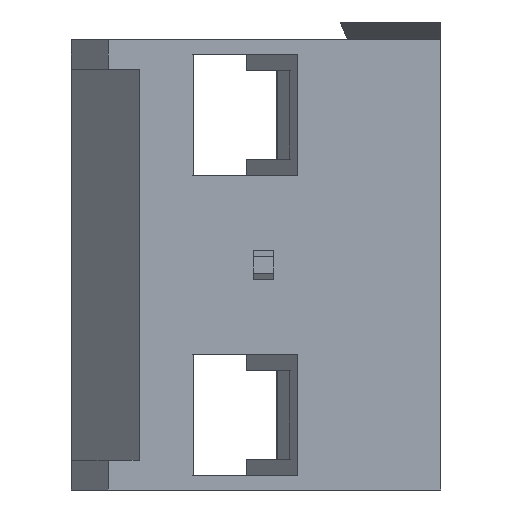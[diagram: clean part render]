
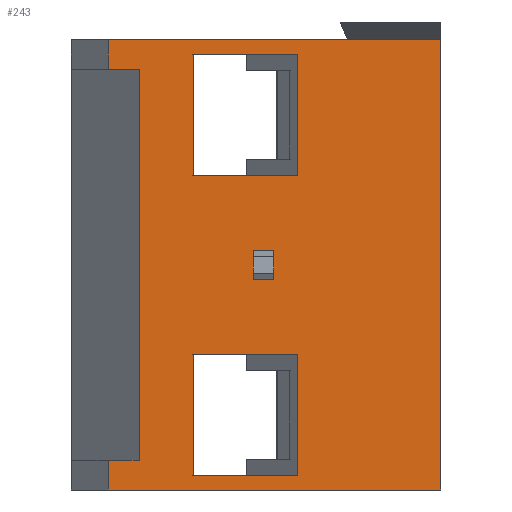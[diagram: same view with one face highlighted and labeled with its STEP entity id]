
A CAD part, front view. The second image highlights one B-rep face of the part: STEP entity #243.
In plain terms, the highlighted planar face has unit normal (0, -1, 0).
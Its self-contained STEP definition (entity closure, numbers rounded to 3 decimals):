
#243 = ADVANCED_FACE( '', ( #590, #591, #592, #593 ), #594, .T. );
#590 = FACE_OUTER_BOUND( '', #1048, .T. );
#591 = FACE_BOUND( '', #1049, .T. );
#592 = FACE_BOUND( '', #1050, .T. );
#593 = FACE_BOUND( '', #1051, .T. );
#594 = PLANE( '', #1052 );
#1048 = EDGE_LOOP( '', ( #1684, #1685, #1686, #1687, #1688, #1689, #1690, #1691 ) );
#1049 = EDGE_LOOP( '', ( #1692, #1693, #1694, #1695 ) );
#1050 = EDGE_LOOP( '', ( #1696, #1697, #1698, #1699 ) );
#1051 = EDGE_LOOP( '', ( #1700, #1701, #1702, #1703 ) );
#1052 = AXIS2_PLACEMENT_3D( '', #1704, #1705, #1706 );
#1684 = ORIENTED_EDGE( '', *, *, #3007, .T. );
#1685 = ORIENTED_EDGE( '', *, *, #3008, .F. );
#1686 = ORIENTED_EDGE( '', *, *, #3009, .F. );
#1687 = ORIENTED_EDGE( '', *, *, #3010, .T. );
#1688 = ORIENTED_EDGE( '', *, *, #3011, .F. );
#1689 = ORIENTED_EDGE( '', *, *, #3012, .T. );
#1690 = ORIENTED_EDGE( '', *, *, #3013, .T. );
#1691 = ORIENTED_EDGE( '', *, *, #2899, .F. );
#1692 = ORIENTED_EDGE( '', *, *, #3014, .T. );
#1693 = ORIENTED_EDGE( '', *, *, #3015, .F. );
#1694 = ORIENTED_EDGE( '', *, *, #2979, .F. );
#1695 = ORIENTED_EDGE( '', *, *, #3016, .F. );
#1696 = ORIENTED_EDGE( '', *, *, #3017, .T. );
#1697 = ORIENTED_EDGE( '', *, *, #3018, .F. );
#1698 = ORIENTED_EDGE( '', *, *, #3019, .F. );
#1699 = ORIENTED_EDGE( '', *, *, #3020, .F. );
#1700 = ORIENTED_EDGE( '', *, *, #3021, .F. );
#1701 = ORIENTED_EDGE( '', *, *, #3022, .F. );
#1702 = ORIENTED_EDGE( '', *, *, #3023, .F. );
#1703 = ORIENTED_EDGE( '', *, *, #3024, .T. );
#1704 = CARTESIAN_POINT( '', ( 6.842, 0., 16.184 ) );
#1705 = DIRECTION( '', ( 0., -1., 0. ) );
#1706 = DIRECTION( '', ( 0., 0., 1. ) );
#2899 = EDGE_CURVE( '', #3517, #3519, #3520, .T. );
#2979 = EDGE_CURVE( '', #3658, #3660, #3661, .T. );
#3007 = EDGE_CURVE( '', #3517, #3705, #3706, .T. );
#3008 = EDGE_CURVE( '', #3707, #3705, #3708, .T. );
#3009 = EDGE_CURVE( '', #3709, #3707, #3710, .T. );
#3010 = EDGE_CURVE( '', #3709, #3711, #3712, .T. );
#3011 = EDGE_CURVE( '', #3713, #3711, #3714, .T. );
#3012 = EDGE_CURVE( '', #3713, #3715, #3716, .T. );
#3013 = EDGE_CURVE( '', #3715, #3519, #3717, .T. );
#3014 = EDGE_CURVE( '', #3718, #3719, #3720, .T. );
#3015 = EDGE_CURVE( '', #3660, #3719, #3721, .T. );
#3016 = EDGE_CURVE( '', #3718, #3658, #3722, .T. );
#3017 = EDGE_CURVE( '', #3723, #3724, #3725, .T. );
#3018 = EDGE_CURVE( '', #3726, #3724, #3727, .T. );
#3019 = EDGE_CURVE( '', #3728, #3726, #3729, .T. );
#3020 = EDGE_CURVE( '', #3723, #3728, #3730, .T. );
#3021 = EDGE_CURVE( '', #3731, #3732, #3733, .T. );
#3022 = EDGE_CURVE( '', #3734, #3731, #3735, .T. );
#3023 = EDGE_CURVE( '', #3736, #3734, #3737, .T. );
#3024 = EDGE_CURVE( '', #3736, #3732, #3738, .T. );
#3517 = VERTEX_POINT( '', #4413 );
#3519 = VERTEX_POINT( '', #4416 );
#3520 = LINE( '', #4417, #4418 );
#3658 = VERTEX_POINT( '', #4613 );
#3660 = VERTEX_POINT( '', #4616 );
#3661 = LINE( '', #4617, #4618 );
#3705 = VERTEX_POINT( '', #4684 );
#3706 = LINE( '', #4685, #4686 );
#3707 = VERTEX_POINT( '', #4687 );
#3708 = LINE( '', #4688, #4689 );
#3709 = VERTEX_POINT( '', #4690 );
#3710 = LINE( '', #4691, #4692 );
#3711 = VERTEX_POINT( '', #4693 );
#3712 = LINE( '', #4694, #4695 );
#3713 = VERTEX_POINT( '', #4696 );
#3714 = LINE( '', #4697, #4698 );
#3715 = VERTEX_POINT( '', #4699 );
#3716 = LINE( '', #4700, #4701 );
#3717 = LINE( '', #4702, #4703 );
#3718 = VERTEX_POINT( '', #4704 );
#3719 = VERTEX_POINT( '', #4705 );
#3720 = LINE( '', #4706, #4707 );
#3721 = LINE( '', #4708, #4709 );
#3722 = LINE( '', #4710, #4711 );
#3723 = VERTEX_POINT( '', #4712 );
#3724 = VERTEX_POINT( '', #4713 );
#3725 = LINE( '', #4714, #4715 );
#3726 = VERTEX_POINT( '', #4716 );
#3727 = LINE( '', #4717, #4718 );
#3728 = VERTEX_POINT( '', #4719 );
#3729 = LINE( '', #4720, #4721 );
#3730 = LINE( '', #4722, #4723 );
#3731 = VERTEX_POINT( '', #4724 );
#3732 = VERTEX_POINT( '', #4725 );
#3733 = LINE( '', #4726, #4727 );
#3734 = VERTEX_POINT( '', #4728 );
#3735 = LINE( '', #4729, #4730 );
#3736 = VERTEX_POINT( '', #4731 );
#3737 = LINE( '', #4732, #4733 );
#3738 = LINE( '', #4734, #4735 );
#4413 = CARTESIAN_POINT( '', ( 1.25, 0., 20.32 ) );
#4416 = CARTESIAN_POINT( '', ( 12.5, 0., 20.32 ) );
#4417 = CARTESIAN_POINT( '', ( 0., 0., 20.32 ) );
#4418 = VECTOR( '', #5538, 1000. );
#4613 = CARTESIAN_POINT( '', ( 4.135, 0., 5.57 ) );
#4616 = CARTESIAN_POINT( '', ( 7.671, 0., 5.57 ) );
#4617 = CARTESIAN_POINT( '', ( 0., 0., 5.57 ) );
#4618 = VECTOR( '', #5630, 1000. );
#4684 = CARTESIAN_POINT( '', ( 1.25, 0., 19.32 ) );
#4685 = CARTESIAN_POINT( '', ( 1.25, 0., 10.16 ) );
#4686 = VECTOR( '', #5656, 1000. );
#4687 = CARTESIAN_POINT( '', ( 2.297, 0., 19.32 ) );
#4688 = CARTESIAN_POINT( '', ( 0., 0., 19.32 ) );
#4689 = VECTOR( '', #5657, 1000. );
#4690 = CARTESIAN_POINT( '', ( 2.297, 0., 6.08 ) );
#4691 = CARTESIAN_POINT( '', ( 2.297, 0., 0. ) );
#4692 = VECTOR( '', #5658, 1000. );
#4693 = CARTESIAN_POINT( '', ( 1.25, 0., 6.08 ) );
#4694 = CARTESIAN_POINT( '', ( 0., 0., 6.08 ) );
#4695 = VECTOR( '', #5659, 1000. );
#4696 = CARTESIAN_POINT( '', ( 1.25, 0., 5.08 ) );
#4697 = CARTESIAN_POINT( '', ( 1.25, 0., 5.08 ) );
#4698 = VECTOR( '', #5660, 1000. );
#4699 = CARTESIAN_POINT( '', ( 12.5, 0., 5.08 ) );
#4700 = CARTESIAN_POINT( '', ( 0., 0., 5.08 ) );
#4701 = VECTOR( '', #5661, 1000. );
#4702 = CARTESIAN_POINT( '', ( 12.5, 0., 0. ) );
#4703 = VECTOR( '', #5662, 1000. );
#4704 = CARTESIAN_POINT( '', ( 4.135, 0., 9.67 ) );
#4705 = CARTESIAN_POINT( '', ( 7.671, 0., 9.67 ) );
#4706 = CARTESIAN_POINT( '', ( 0., 0., 9.67 ) );
#4707 = VECTOR( '', #5663, 1000. );
#4708 = CARTESIAN_POINT( '', ( 7.671, 0., 0. ) );
#4709 = VECTOR( '', #5664, 1000. );
#4710 = CARTESIAN_POINT( '', ( 4.135, 0., 0. ) );
#4711 = VECTOR( '', #5665, 1000. );
#4712 = CARTESIAN_POINT( '', ( 6.85, 0., 13.2 ) );
#4713 = CARTESIAN_POINT( '', ( 6.85, 0., 12.2 ) );
#4714 = CARTESIAN_POINT( '', ( 6.85, 0., 10.08 ) );
#4715 = VECTOR( '', #5666, 1000. );
#4716 = CARTESIAN_POINT( '', ( 6.15, 0., 12.2 ) );
#4717 = CARTESIAN_POINT( '', ( 0., 0., 12.2 ) );
#4718 = VECTOR( '', #5667, 1000. );
#4719 = CARTESIAN_POINT( '', ( 6.15, 0., 13.2 ) );
#4720 = CARTESIAN_POINT( '', ( 6.15, 0., 10.08 ) );
#4721 = VECTOR( '', #5668, 1000. );
#4722 = CARTESIAN_POINT( '', ( 0., 0., 13.2 ) );
#4723 = VECTOR( '', #5669, 1000. );
#4724 = CARTESIAN_POINT( '', ( 4.135, 0., 19.83 ) );
#4725 = CARTESIAN_POINT( '', ( 4.135, 0., 15.73 ) );
#4726 = CARTESIAN_POINT( '', ( 4.135, 0., 15.24 ) );
#4727 = VECTOR( '', #5670, 1000. );
#4728 = CARTESIAN_POINT( '', ( 7.671, 0., 19.83 ) );
#4729 = CARTESIAN_POINT( '', ( 0., 0., 19.83 ) );
#4730 = VECTOR( '', #5671, 1000. );
#4731 = CARTESIAN_POINT( '', ( 7.671, 0., 15.73 ) );
#4732 = CARTESIAN_POINT( '', ( 7.671, 0., 15.24 ) );
#4733 = VECTOR( '', #5672, 1000. );
#4734 = CARTESIAN_POINT( '', ( 0., 0., 15.73 ) );
#4735 = VECTOR( '', #5673, 1000. );
#5538 = DIRECTION( '', ( 1., 0., 0. ) );
#5630 = DIRECTION( '', ( 1., 0., 0. ) );
#5656 = DIRECTION( '', ( 0., 0., -1. ) );
#5657 = DIRECTION( '', ( -1., 0., 0. ) );
#5658 = DIRECTION( '', ( 0., 0., 1. ) );
#5659 = DIRECTION( '', ( -1., 0., 0. ) );
#5660 = DIRECTION( '', ( 0., 0., 1. ) );
#5661 = DIRECTION( '', ( 1., 0., 0. ) );
#5662 = DIRECTION( '', ( 0., 0., 1. ) );
#5663 = DIRECTION( '', ( 1., 0., 0. ) );
#5664 = DIRECTION( '', ( 0., 0., 1. ) );
#5665 = DIRECTION( '', ( 0., 0., -1. ) );
#5666 = DIRECTION( '', ( 0., 0., -1. ) );
#5667 = DIRECTION( '', ( 1., 0., 0. ) );
#5668 = DIRECTION( '', ( 0., 0., -1. ) );
#5669 = DIRECTION( '', ( -1., 0., 0. ) );
#5670 = DIRECTION( '', ( 0., 0., -1. ) );
#5671 = DIRECTION( '', ( -1., 0., 0. ) );
#5672 = DIRECTION( '', ( 0., 0., 1. ) );
#5673 = DIRECTION( '', ( -1., 0., 0. ) );
